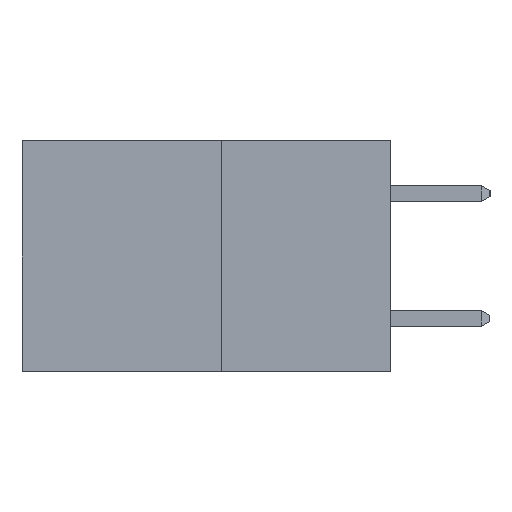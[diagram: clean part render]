
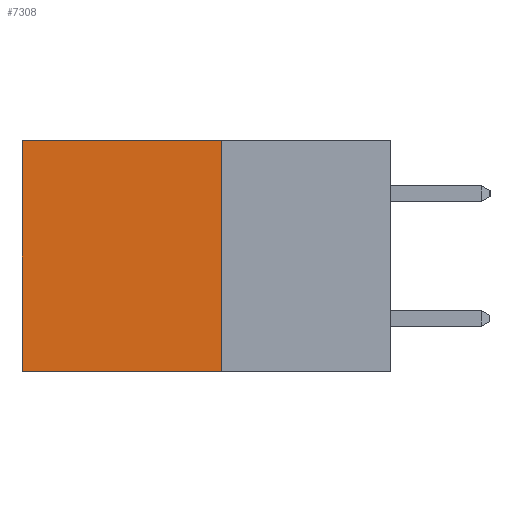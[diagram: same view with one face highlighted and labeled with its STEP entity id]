
A CAD part, left-side view. The second image highlights one B-rep face of the part: STEP entity #7308.
In plain terms, the highlighted planar face has unit normal (-1, 0, 0).
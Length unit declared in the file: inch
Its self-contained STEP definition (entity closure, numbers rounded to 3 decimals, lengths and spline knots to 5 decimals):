
#288 = CARTESIAN_POINT ( 'NONE',  ( 0.277, 0.27, -0.37 ) ) ;
#585 = EDGE_CURVE ( 'NONE', #3034, #6238, #13759, .T. ) ;
#1100 = VECTOR ( 'NONE', #4222, 39.37008 ) ;
#1839 = AXIS2_PLACEMENT_3D ( 'NONE', #15217, #11457, #11428 ) ;
#2909 = VECTOR ( 'NONE', #8481, 39.37008 ) ;
#2940 = VECTOR ( 'NONE', #7763, 39.37008 ) ;
#3034 = VERTEX_POINT ( 'NONE', #6666 ) ;
#3331 = EDGE_LOOP ( 'NONE', ( #3755, #3788, #3930, #3955 ) ) ;
#3438 = VERTEX_POINT ( 'NONE', #5884 ) ;
#3755 = ORIENTED_EDGE ( 'NONE', *, *, #4453, .T. ) ;
#3788 = ORIENTED_EDGE ( 'NONE', *, *, #12318, .F. ) ;
#3930 = ORIENTED_EDGE ( 'NONE', *, *, #585, .F. ) ;
#3955 = ORIENTED_EDGE ( 'NONE', *, *, #13116, .T. ) ;
#4222 = DIRECTION ( 'NONE',  ( 0., 0., -1. ) ) ;
#4453 = EDGE_CURVE ( 'NONE', #15552, #3438, #12412, .T. ) ;
#5884 = CARTESIAN_POINT ( 'NONE',  ( 0.277, 0.59, -0.37 ) ) ;
#6238 = VERTEX_POINT ( 'NONE', #288 ) ;
#6666 = CARTESIAN_POINT ( 'NONE',  ( 0.277, 0.27, 0. ) ) ;
#7006 = CARTESIAN_POINT ( 'NONE',  ( 0.277, 0.59, -0.37 ) ) ;
#7308 = ADVANCED_FACE ( 'NONE', ( #11447 ), #15237, .F. ) ;
#7422 = DIRECTION ( 'NONE',  ( 0., 0., -1. ) ) ;
#7763 = DIRECTION ( 'NONE',  ( 0., 1., 0. ) ) ;
#8481 = DIRECTION ( 'NONE',  ( 0., 1., 0. ) ) ;
#9309 = CARTESIAN_POINT ( 'NONE',  ( 0.277, 0.27, -0.37 ) ) ;
#9595 = LINE ( 'NONE', #11368, #2940 ) ;
#9627 = VECTOR ( 'NONE', #7422, 39.37008 ) ;
#10568 = CARTESIAN_POINT ( 'NONE',  ( 0.277, 0.59, 0. ) ) ;
#11368 = CARTESIAN_POINT ( 'NONE',  ( 0.277, 0.27, -0.37 ) ) ;
#11428 = DIRECTION ( 'NONE',  ( 0., 0., -1. ) ) ;
#11447 = FACE_OUTER_BOUND ( 'NONE', #3331, .T. ) ;
#11457 = DIRECTION ( 'NONE',  ( 1., 0., 0. ) ) ;
#12318 = EDGE_CURVE ( 'NONE', #6238, #3438, #9595, .T. ) ;
#12412 = LINE ( 'NONE', #7006, #9627 ) ;
#12706 = LINE ( 'NONE', #15509, #2909 ) ;
#13116 = EDGE_CURVE ( 'NONE', #3034, #15552, #12706, .T. ) ;
#13759 = LINE ( 'NONE', #9309, #1100 ) ;
#15217 = CARTESIAN_POINT ( 'NONE',  ( 0.277, 0.27, -0.37 ) ) ;
#15237 = PLANE ( 'NONE',  #1839 ) ;
#15509 = CARTESIAN_POINT ( 'NONE',  ( 0.277, 0.27, 0. ) ) ;
#15552 = VERTEX_POINT ( 'NONE', #10568 ) ;
